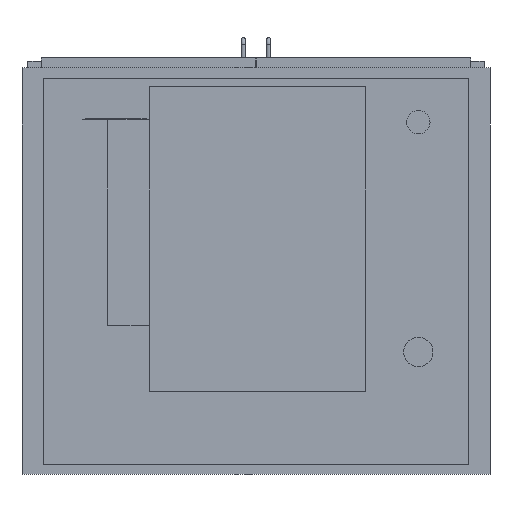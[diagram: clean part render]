
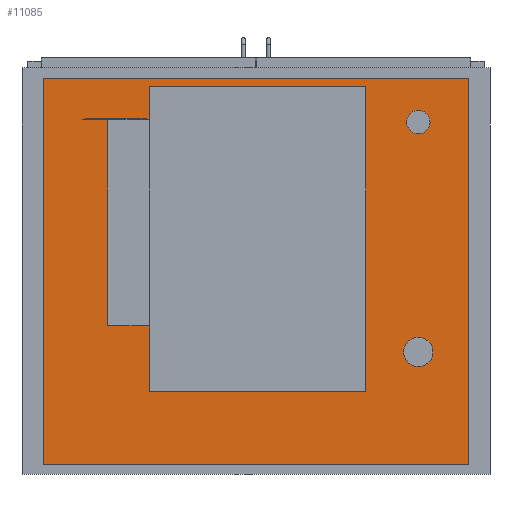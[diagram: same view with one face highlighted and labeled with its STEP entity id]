
A CAD part, front view. The second image highlights one B-rep face of the part: STEP entity #11085.
In plain terms, the highlighted planar face has unit normal (0, -1, 0).
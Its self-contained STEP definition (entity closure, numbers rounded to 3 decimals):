
#167=FACE_BOUND('',#1159,.T.);
#168=FACE_BOUND('',#1160,.T.);
#187=CIRCLE('',#11834,20.);
#189=CIRCLE('',#11838,25.);
#475=FACE_OUTER_BOUND('',#1158,.T.);
#1158=EDGE_LOOP('',(#7419,#7420,#7421,#7422));
#1159=EDGE_LOOP('',(#7423));
#1160=EDGE_LOOP('',(#7424));
#1884=LINE('',#15949,#3292);
#1886=LINE('',#15953,#3294);
#1888=LINE('',#15957,#3296);
#1890=LINE('',#15960,#3298);
#3292=VECTOR('',#12800,10.);
#3294=VECTOR('',#12804,10.);
#3296=VECTOR('',#12808,10.);
#3298=VECTOR('',#12812,10.);
#4662=VERTEX_POINT('',#15875);
#4664=VERTEX_POINT('',#15882);
#4685=VERTEX_POINT('',#15946);
#4686=VERTEX_POINT('',#15948);
#4687=VERTEX_POINT('',#15952);
#4688=VERTEX_POINT('',#15956);
#5727=EDGE_CURVE('',#4662,#4662,#187,.T.);
#5730=EDGE_CURVE('',#4664,#4664,#189,.T.);
#5760=EDGE_CURVE('',#4686,#4685,#1884,.T.);
#5762=EDGE_CURVE('',#4687,#4686,#1886,.T.);
#5764=EDGE_CURVE('',#4688,#4687,#1888,.T.);
#5766=EDGE_CURVE('',#4685,#4688,#1890,.T.);
#7419=ORIENTED_EDGE('',*,*,#5766,.T.);
#7420=ORIENTED_EDGE('',*,*,#5764,.T.);
#7421=ORIENTED_EDGE('',*,*,#5762,.T.);
#7422=ORIENTED_EDGE('',*,*,#5760,.T.);
#7423=ORIENTED_EDGE('',*,*,#5727,.T.);
#7424=ORIENTED_EDGE('',*,*,#5730,.T.);
#10502=PLANE('',#11855);
#11085=ADVANCED_FACE('',(#475,#167,#168),#10502,.T.);
#11834=AXIS2_PLACEMENT_3D('',#15877,#12734,#12735);
#11838=AXIS2_PLACEMENT_3D('',#15884,#12743,#12744);
#11855=AXIS2_PLACEMENT_3D('',#15961,#12813,#12814);
#12734=DIRECTION('center_axis',(0.,1.,0.));
#12735=DIRECTION('ref_axis',(1.,0.,0.));
#12743=DIRECTION('center_axis',(0.,1.,0.));
#12744=DIRECTION('ref_axis',(1.,0.,0.));
#12800=DIRECTION('',(1.,0.,0.));
#12804=DIRECTION('',(0.,0.,-1.));
#12808=DIRECTION('',(-1.,0.,0.));
#12812=DIRECTION('',(0.,0.,1.));
#12813=DIRECTION('center_axis',(0.,-1.,0.));
#12814=DIRECTION('ref_axis',(0.,0.,-1.));
#15875=CARTESIAN_POINT('',(257.5,-370.,255.));
#15877=CARTESIAN_POINT('Origin',(277.5,-370.,255.));
#15882=CARTESIAN_POINT('',(252.5,-370.,-138.));
#15884=CARTESIAN_POINT('Origin',(277.5,-370.,-138.));
#15946=CARTESIAN_POINT('',(362.5,-370.,-330.));
#15948=CARTESIAN_POINT('',(-362.5,-370.,-330.));
#15949=CARTESIAN_POINT('',(362.5,-370.,-330.));
#15952=CARTESIAN_POINT('',(-362.5,-370.,330.));
#15953=CARTESIAN_POINT('',(-362.5,-370.,-330.));
#15956=CARTESIAN_POINT('',(362.5,-370.,330.));
#15957=CARTESIAN_POINT('',(-362.5,-370.,330.));
#15960=CARTESIAN_POINT('',(362.5,-370.,330.));
#15961=CARTESIAN_POINT('Origin',(0.,-370.,0.));
